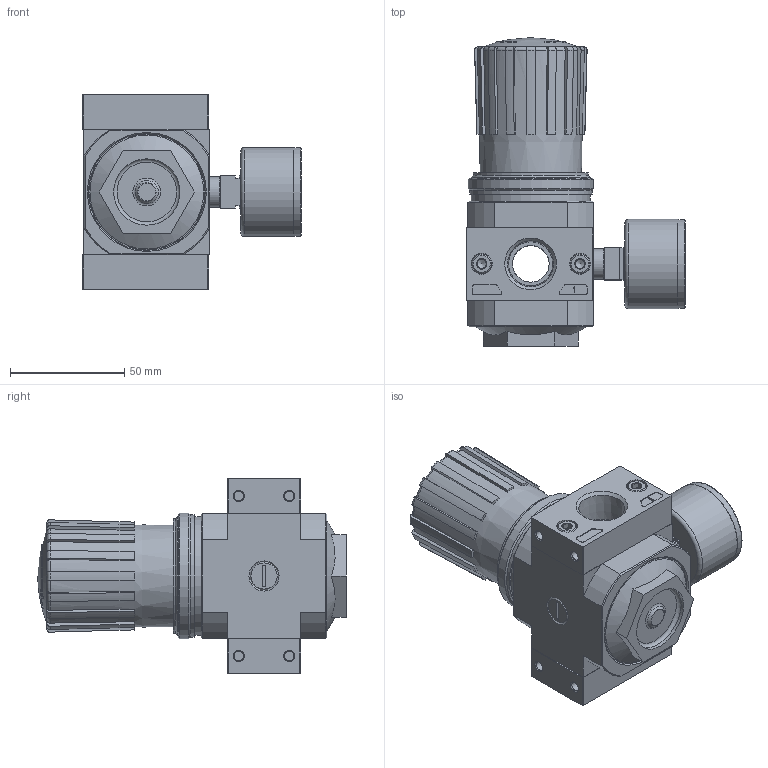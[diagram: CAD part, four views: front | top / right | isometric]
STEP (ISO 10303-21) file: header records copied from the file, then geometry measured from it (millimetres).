
FILE_DESCRIPTION(/* description */ ('STEP AP214'),/* implementation_level */ '2;1');
FILE_NAME(/* name */ '173662_LR-1_2-D-7-MIDI-NPT',/* time_stamp */ '2024-09-04T19:51:51+02:00',/* author */ ('License CC BY-ND 4.0'),/* organization */ ('CADENAS'),/* preprocessor_version */ 'ST-DEVELOPER v19.3',/* originating_system */ 'PARTsolutions',/* authorisation */ ' ');
FILE_SCHEMA (('AUTOMOTIVE_DESIGN {1 0 10303 214 3 1 1}'));
Length unit declared in the file: millimetre
Products named in the file (8): 173662 LR-1/2-D-7-MIDI-NPT---(0); 127307 LR-D-7-MIDI--(0); 398012 LRVS-D-MINI; 679804 PBL-1/2-D-MIDI-R-NPT--P1; DIN-912 - M5x18(F); 679803 PBL-1/2-D-MIDI-L-NPT--P1; 8003638 PAGN-40-10-G14; 373846 LR-MIDI
Assembly tree (10 placements, depth 2):
  173662 LR-1/2-D-7-MIDI-NPT---(0)
    127307 LR-D-7-MIDI--(0)
    398012 LRVS-D-MINI
    679804 PBL-1/2-D-MIDI-R-NPT--P1
    DIN-912 - M5x18(F)  x4
    679803 PBL-1/2-D-MIDI-L-NPT--P1
    8003638 PAGN-40-10-G14
    373846 LR-MIDI
Bounding box: 95.5 x 135 x 85 mm (x, y, z)
Volume: 354848.9 mm3; surface area: 61869.8 mm2
Topology: 10 solids, 11 shells, 501 faces, 1174 edges, 737 vertices
Faces by surface type: plane 264, cone 106, cylinder 84, torus 42, sphere 5
Full cylindrical faces by diameter (mm): 4.134 x8, 5 x4, 6.3 x1, 8.5 x4, 8.7 x1, 9.6 x1, 11 x1, 11.2 x1, 11.445 x2, 13.157 x2, 16 x1, 24.9 x1, 26.4 x1, 29 x1, 29.7 x1, 30.8 x1, 38.7 x1, 39 x2, 50.16 x1, 50.376 x1, 52 x1, 53.5 x1, 54.8 x1
Entity records: 13824 total; most frequent: CARTESIAN_POINT 2579, DIRECTION 2006, ORIENTED_EDGE 1832, EDGE_CURVE 916, AXIS2_PLACEMENT_3D 820, VERTEX_POINT 643, FACE_BOUND 567, EDGE_LOOP 566
